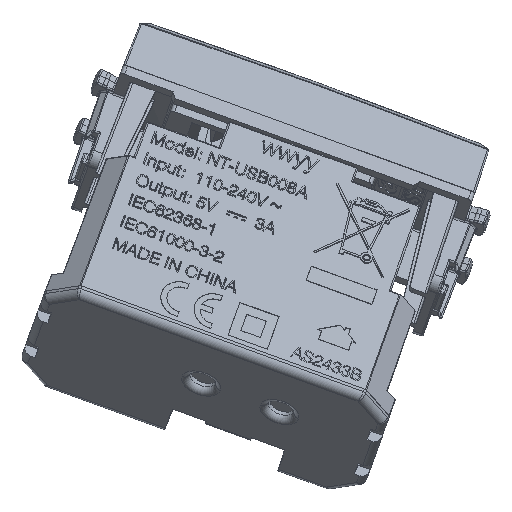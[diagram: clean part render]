
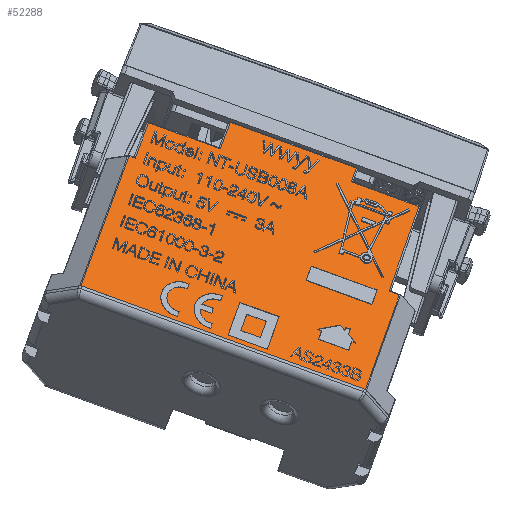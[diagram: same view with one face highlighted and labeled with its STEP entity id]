
A CAD part, left-side view. The second image highlights one B-rep face of the part: STEP entity #52288.
In plain terms, the highlighted face is planar.
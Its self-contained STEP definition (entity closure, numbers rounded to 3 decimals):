
#48700=CARTESIAN_POINT('Vertex',(8.037,10.742,9.998)) ;
#48747=CARTESIAN_POINT('Vertex',(-8.037,10.742,9.998)) ;
#48766=CARTESIAN_POINT('Line Origine',(0.,10.742,9.998)) ;
#48963=CARTESIAN_POINT('Line Origine',(8.139,10.844,21.689)) ;
#48967=CARTESIAN_POINT('Vertex',(8.056,10.76,12.098)) ;
#49660=CARTESIAN_POINT('Vertex',(-18.095,10.825,19.598)) ;
#49706=CARTESIAN_POINT('Line Origine',(0.,10.825,19.598)) ;
#49710=CARTESIAN_POINT('Vertex',(-17.302,10.825,19.598)) ;
#49763=CARTESIAN_POINT('Vertex',(-18.167,11.,39.6)) ;
#49766=CARTESIAN_POINT('Line Origine',(-18.113,10.87,24.7)) ;
#50415=CARTESIAN_POINT('Vertex',(18.115,10.873,25.098)) ;
#50433=CARTESIAN_POINT('Vertex',(16.802,10.873,25.098)) ;
#50436=CARTESIAN_POINT('Line Origine',(0.041,10.873,25.098)) ;
#50486=CARTESIAN_POINT('Vertex',(18.167,11.,39.6)) ;
#50489=CARTESIAN_POINT('Line Origine',(18.113,10.87,24.7)) ;
#51192=CARTESIAN_POINT('Line Origine',(-8.138,10.842,21.489)) ;
#51196=CARTESIAN_POINT('Vertex',(-8.073,10.777,14.098)) ;
#51615=CARTESIAN_POINT('Vertex',(16.688,10.76,12.098)) ;
#51653=CARTESIAN_POINT('Line Origine',(0.,10.76,12.098)) ;
#51776=CARTESIAN_POINT('Line Origine',(16.798,10.87,24.7)) ;
#52000=CARTESIAN_POINT('Line Origine',(0.,10.777,14.098)) ;
#52004=CARTESIAN_POINT('Vertex',(-17.254,10.777,14.098)) ;
#52260=CARTESIAN_POINT('Axis2P3D Location',(22.,11.,39.6)) ;
#52266=CARTESIAN_POINT('Control Point',(-17.302,10.825,19.598)) ;
#52267=CARTESIAN_POINT('Control Point',(-17.254,10.777,14.098)) ;
#52269=CARTESIAN_POINT('Line Origine',(0.,11.,39.6)) ;
#48767=DIRECTION('Vector Direction',(-1.,0.,0.)) ;
#48964=DIRECTION('Vector Direction',(-0.009,-0.009,-1.)) ;
#49707=DIRECTION('Vector Direction',(-1.,0.,0.)) ;
#49767=DIRECTION('Vector Direction',(0.004,-0.009,-1.)) ;
#50437=DIRECTION('Vector Direction',(-1.,0.,0.)) ;
#50490=DIRECTION('Vector Direction',(-0.004,-0.009,-1.)) ;
#51193=DIRECTION('Vector Direction',(0.009,-0.009,-1.)) ;
#51654=DIRECTION('Vector Direction',(-1.,0.,0.)) ;
#51777=DIRECTION('Vector Direction',(-0.009,-0.009,-1.)) ;
#52001=DIRECTION('Vector Direction',(-1.,0.,0.)) ;
#52261=DIRECTION('Axis2P3D Direction',(0.,1.,-0.009)) ;
#52262=DIRECTION('Axis2P3D XDirection',(-1.,0.,0.)) ;
#52270=DIRECTION('Vector Direction',(-1.,0.,0.)) ;
#52263=AXIS2_PLACEMENT_3D('Plane Axis2P3D',#52260,#52261,#52262) ;
#52275=ORIENTED_EDGE('',*,*,#52268,.T.) ;
#52276=ORIENTED_EDGE('',*,*,#49712,.F.) ;
#52277=ORIENTED_EDGE('',*,*,#49770,.T.) ;
#52278=ORIENTED_EDGE('',*,*,#52273,.F.) ;
#52279=ORIENTED_EDGE('',*,*,#50493,.F.) ;
#52280=ORIENTED_EDGE('',*,*,#50440,.F.) ;
#52281=ORIENTED_EDGE('',*,*,#51780,.F.) ;
#52282=ORIENTED_EDGE('',*,*,#51657,.T.) ;
#52283=ORIENTED_EDGE('',*,*,#48969,.F.) ;
#52284=ORIENTED_EDGE('',*,*,#48770,.F.) ;
#52285=ORIENTED_EDGE('',*,*,#51198,.F.) ;
#52286=ORIENTED_EDGE('',*,*,#52006,.T.) ;
#48768=VECTOR('Line Direction',#48767,1.) ;
#48965=VECTOR('Line Direction',#48964,1.) ;
#49708=VECTOR('Line Direction',#49707,1.) ;
#49768=VECTOR('Line Direction',#49767,1.) ;
#50438=VECTOR('Line Direction',#50437,1.) ;
#50491=VECTOR('Line Direction',#50490,1.) ;
#51194=VECTOR('Line Direction',#51193,1.) ;
#51655=VECTOR('Line Direction',#51654,1.) ;
#51778=VECTOR('Line Direction',#51777,1.) ;
#52002=VECTOR('Line Direction',#52001,1.) ;
#52271=VECTOR('Line Direction',#52270,1.) ;
#52288=ADVANCED_FACE('PartBody',(#52287),#52264,.T.) ;
#52265=B_SPLINE_CURVE_WITH_KNOTS('',1,(#52266,#52267),.UNSPECIFIED.,.F.,.U.,(2,2),(5.101,10.601),.UNSPECIFIED.) ;
#48770=EDGE_CURVE('',#48748,#48701,#48769,.F.) ;
#48969=EDGE_CURVE('',#48701,#48968,#48966,.F.) ;
#49712=EDGE_CURVE('',#49661,#49711,#49709,.F.) ;
#49770=EDGE_CURVE('',#49661,#49764,#49769,.F.) ;
#50440=EDGE_CURVE('',#50434,#50416,#50439,.F.) ;
#50493=EDGE_CURVE('',#50416,#50487,#50492,.F.) ;
#51198=EDGE_CURVE('',#51197,#48748,#51195,.T.) ;
#51657=EDGE_CURVE('',#51616,#48968,#51656,.T.) ;
#51780=EDGE_CURVE('',#51616,#50434,#51779,.F.) ;
#52006=EDGE_CURVE('',#51197,#52005,#52003,.T.) ;
#52268=EDGE_CURVE('',#52005,#49711,#52265,.F.) ;
#52273=EDGE_CURVE('',#50487,#49764,#52272,.T.) ;
#52274=EDGE_LOOP('',(#52275,#52276,#52277,#52278,#52279,#52280,#52281,#52282,#52283,#52284,#52285,#52286)) ;
#52287=FACE_OUTER_BOUND('',#52274,.T.) ;
#48769=LINE('Line',#48766,#48768) ;
#48966=LINE('Line',#48963,#48965) ;
#49709=LINE('Line',#49706,#49708) ;
#49769=LINE('Line',#49766,#49768) ;
#50439=LINE('Line',#50436,#50438) ;
#50492=LINE('Line',#50489,#50491) ;
#51195=LINE('Line',#51192,#51194) ;
#51656=LINE('Line',#51653,#51655) ;
#51779=LINE('Line',#51776,#51778) ;
#52003=LINE('Line',#52000,#52002) ;
#52272=LINE('Line',#52269,#52271) ;
#52264=PLANE('',#52263) ;
#48701=VERTEX_POINT('',#48700) ;
#48748=VERTEX_POINT('',#48747) ;
#48968=VERTEX_POINT('',#48967) ;
#49661=VERTEX_POINT('',#49660) ;
#49711=VERTEX_POINT('',#49710) ;
#49764=VERTEX_POINT('',#49763) ;
#50416=VERTEX_POINT('',#50415) ;
#50434=VERTEX_POINT('',#50433) ;
#50487=VERTEX_POINT('',#50486) ;
#51197=VERTEX_POINT('',#51196) ;
#51616=VERTEX_POINT('',#51615) ;
#52005=VERTEX_POINT('',#52004) ;
